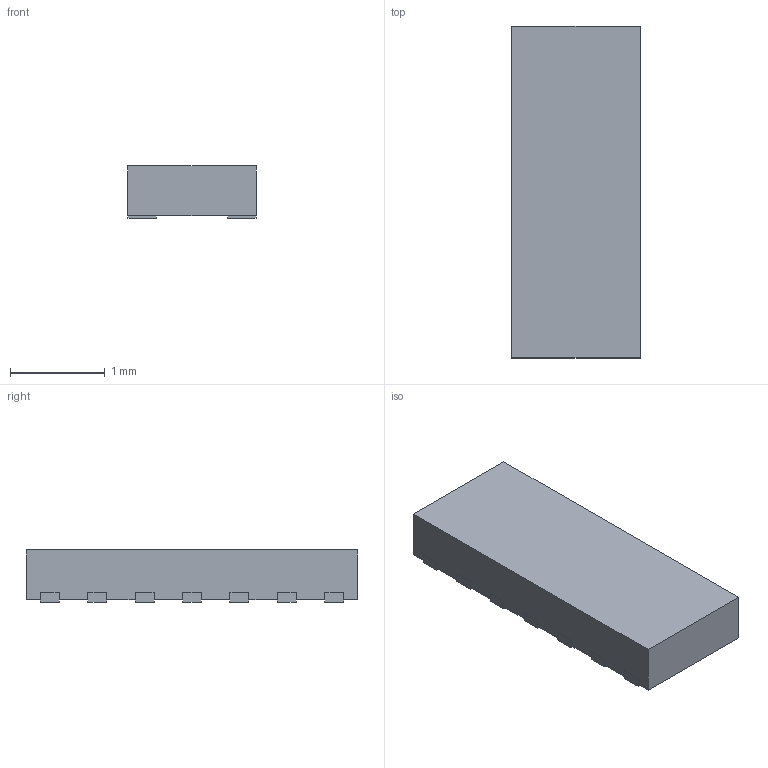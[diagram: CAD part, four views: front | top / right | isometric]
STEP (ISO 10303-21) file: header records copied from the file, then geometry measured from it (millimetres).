
FILE_DESCRIPTION((''),'2;1');
FILE_NAME('RVZ0014A_ASM','2022-06-22T11:28:17',('a0412086'),(''),'CREO PARAMETRIC BY PTC INC, 2018500','CREO PARAMETRIC BY PTC INC, 2018500','');
FILE_SCHEMA(('CONFIG_CONTROL_DESIGN','SHAPE_APPEARANCE_LAYERS_GROUPS'));
Length unit declared in the file: millimetre
Products named in the file (3): FRAME; BODY; RVZ0014A_ASM
Assembly tree (2 placements, depth 2):
  RVZ0014A_ASM
    FRAME
    BODY
Bounding box: 1.35 x 3.5 x 0.55 mm (x, y, z)
Volume: 2.5 mm3; surface area: 18.2 mm2
Topology: 15 solids, 15 shells, 202 faces, 516 edges, 344 vertices
Faces by surface type: plane 148, cylinder 54
Entity records: 7938 total; most frequent: CARTESIAN_POINT 1067, DIRECTION 1038, ORIENTED_EDGE 1032, PRESENTATION_STYLE_ASSIGNMENT 545, STYLED_ITEM 531, CURVE_STYLE 516, EDGE_CURVE 516, VECTOR 408
